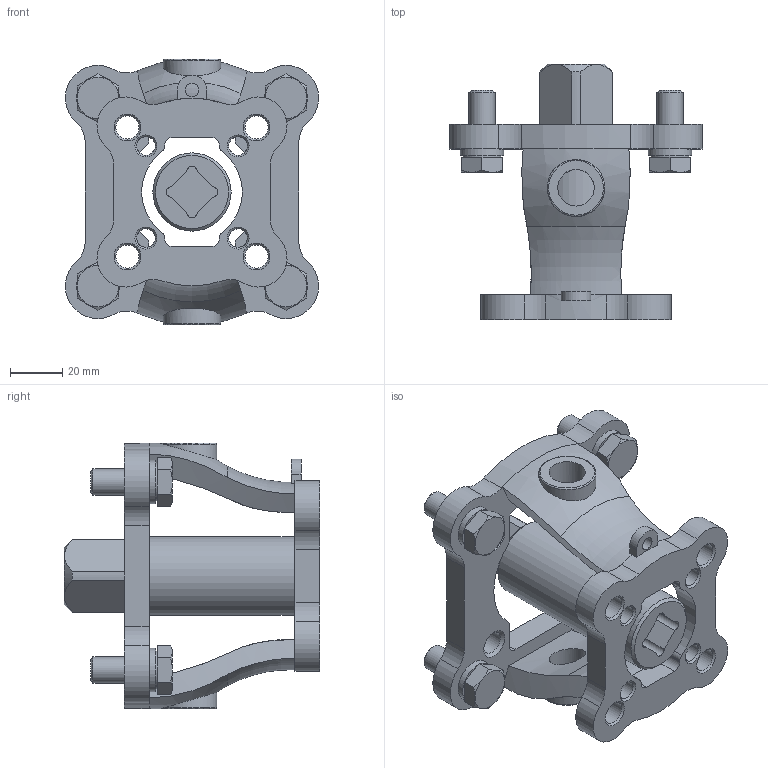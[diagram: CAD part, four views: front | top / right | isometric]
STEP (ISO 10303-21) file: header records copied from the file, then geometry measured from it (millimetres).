
FILE_DESCRIPTION(/* description */ ('STEP AP214'),/* implementation_level */ '2;1');
FILE_NAME(/* name */ '8088300_DARQ-K-V-F10S22-F05S14-R1',/* time_stamp */ '2024-08-14T15:56:54+02:00',/* author */ ('License CC BY-ND 4.0'),/* organization */ ('CADENAS'),/* preprocessor_version */ 'ST-DEVELOPER v19.3',/* originating_system */ 'PARTsolutions',/* authorisation */ ' ');
FILE_SCHEMA (('AUTOMOTIVE_DESIGN {1 0 10303 214 3 1 1}'));
Length unit declared in the file: millimetre
Products named in the file (5): 8088300 DARQ-K-V-F10S22-F05S14-R1; 8087465 DARQ-B-F0710-F0507-R1---(high); 8088293 DARQ-V-F10S22-F05S14-75---(K); ISO 4017 M10x25(F); 8190049 SICHERG.SCHEIBE NL-10-SS
Assembly tree (10 placements, depth 2):
  8088300 DARQ-K-V-F10S22-F05S14-R1
    8087465 DARQ-B-F0710-F0507-R1---(high)
    8088293 DARQ-V-F10S22-F05S14-75---(K)
    ISO 4017 M10x25(F)  x4
    8190049 SICHERG.SCHEIBE NL-10-SS  x4
Bounding box: 97.12 x 98 x 102 mm (x, y, z)
Volume: 193057.3 mm3; surface area: 58741.2 mm2
Topology: 10 solids, 10 shells, 268 faces, 643 edges, 400 vertices
Faces by surface type: cylinder 99, plane 89, cone 66, torus 10, bspline 4
Full cylindrical faces by diameter (mm): 5.08 x1, 7.1 x4, 8.9 x8, 10 x4, 10.7 x4, 10.9 x4, 14 x2, 14.63 x4, 16.6 x4, 30 x1
Entity records: 6008 total; most frequent: CARTESIAN_POINT 1237, DIRECTION 1008, ORIENTED_EDGE 864, EDGE_CURVE 432, AXIS2_PLACEMENT_3D 429, VERTEX_POINT 305, EDGE_LOOP 303, FACE_BOUND 303
